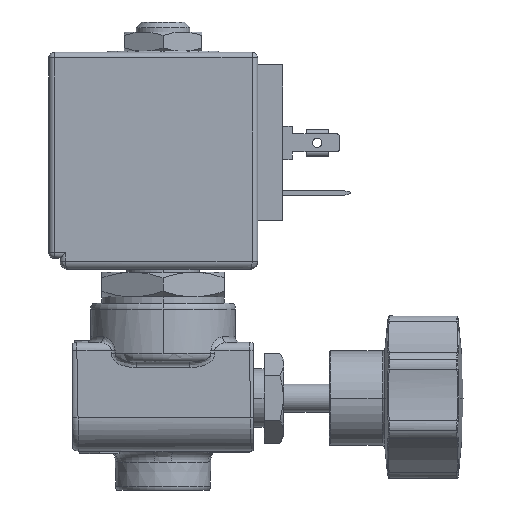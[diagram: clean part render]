
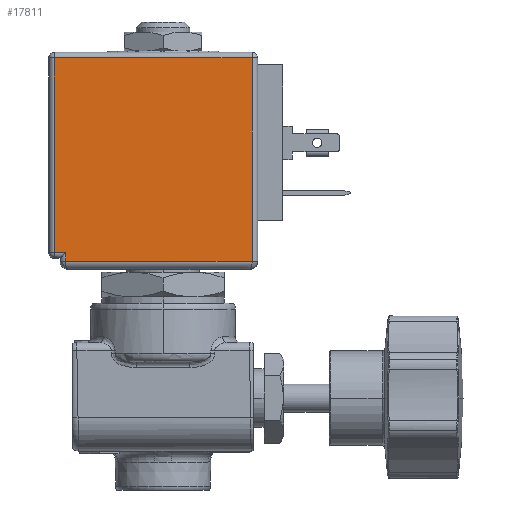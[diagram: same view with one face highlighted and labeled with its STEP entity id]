
A CAD part, left-side view. The second image highlights one B-rep face of the part: STEP entity #17811.
In plain terms, the highlighted face is planar.
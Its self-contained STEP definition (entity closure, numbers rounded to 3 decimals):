
#15216=DIRECTION('',(0.,-1.,0.));
#15217=VECTOR('',#15216,36.5);
#15218=CARTESIAN_POINT('',(-16.,33.,-15.));
#15219=LINE('',#15218,#15217);
#15223=DIRECTION('',(-1.,0.,0.));
#15224=VECTOR('',#15223,33.5);
#15225=CARTESIAN_POINT('',(17.5,-3.5,
-15.));
#15226=LINE('',#15225,#15224);
#15230=DIRECTION('',(0.,-1.,0.));
#15231=VECTOR('',#15230,1.5);
#15232=CARTESIAN_POINT('',(17.5,-2.,-15.));
#15233=LINE('',#15232,#15231);
#15237=DIRECTION('',(-1.,0.,0.));
#15238=VECTOR('',#15237,2.);
#15239=CARTESIAN_POINT('',(19.5,-2.,-15.));
#15240=LINE('',#15239,#15238);
#15244=DIRECTION('',(0.,-1.,0.));
#15245=VECTOR('',#15244,35.);
#15246=CARTESIAN_POINT('',(19.5,33.,-15.));
#15247=LINE('',#15246,#15245);
#15251=DIRECTION('',(1.,0.,0.));
#15252=VECTOR('',#15251,35.5);
#15253=CARTESIAN_POINT('',(-16.,33.,-15.));
#15254=LINE('',#15253,#15252);
#17307=CARTESIAN_POINT('',(-16.,33.,-15.));
#17308=CARTESIAN_POINT('',(-16.,-3.5,
-15.));
#17309=VERTEX_POINT('',#17307);
#17310=VERTEX_POINT('',#17308);
#17325=CARTESIAN_POINT('',(17.5,-3.5,
-15.));
#17326=VERTEX_POINT('',#17325);
#17353=CARTESIAN_POINT('',(19.5,33.,-15.));
#17354=VERTEX_POINT('',#17353);
#17355=CARTESIAN_POINT('',(19.5,-2.,-15.));
#17356=VERTEX_POINT('',#17355);
#17361=CARTESIAN_POINT('',(17.5,-2.,-15.));
#17362=VERTEX_POINT('',#17361);
#17793=CARTESIAN_POINT('',(0.,34.,-15.));
#17794=DIRECTION('',(0.,0.,1.));
#17795=DIRECTION('',(1.,0.,0.));
#17796=AXIS2_PLACEMENT_3D('',#17793,#17794,#17795);
#17797=PLANE('',#17796);
#17799=ORIENTED_EDGE('',*,*,#17798,.T.);
#17801=ORIENTED_EDGE('',*,*,#17800,.F.);
#17803=ORIENTED_EDGE('',*,*,#17802,.F.);
#17804=ORIENTED_EDGE('',*,*,#17783,.F.);
#17806=ORIENTED_EDGE('',*,*,#17805,.F.);
#17808=ORIENTED_EDGE('',*,*,#17807,.F.);
#17809=EDGE_LOOP('',(#17799,#17801,#17803,#17804,#17806,#17808));
#17810=FACE_OUTER_BOUND('',#17809,.F.);
#17811=ADVANCED_FACE('',(#17810),#17797,.F.);
#17783=EDGE_CURVE('',#17356,#17362,#15240,.T.);
#17798=EDGE_CURVE('',#17309,#17310,#15219,.T.);
#17800=EDGE_CURVE('',#17326,#17310,#15226,.T.);
#17802=EDGE_CURVE('',#17362,#17326,#15233,.T.);
#17805=EDGE_CURVE('',#17354,#17356,#15247,.T.);
#17807=EDGE_CURVE('',#17309,#17354,#15254,.T.);
